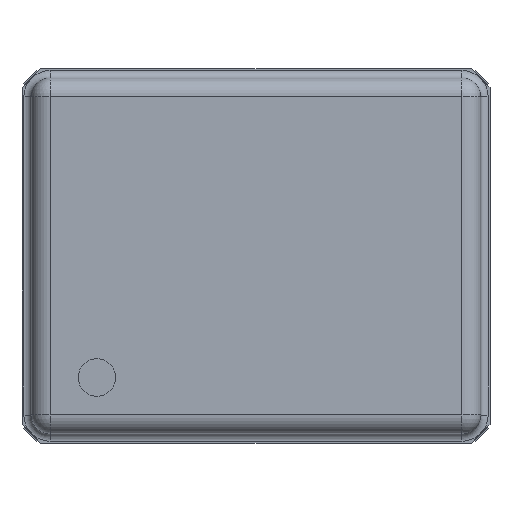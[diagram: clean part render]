
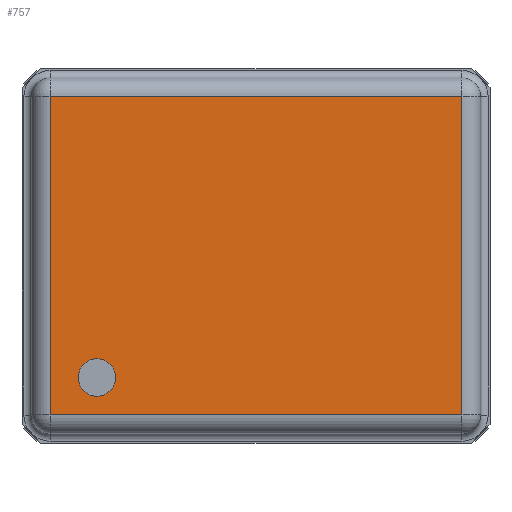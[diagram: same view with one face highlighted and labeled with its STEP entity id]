
A CAD part, top view. The second image highlights one B-rep face of the part: STEP entity #757.
In plain terms, the highlighted planar face has unit normal (0, 0, 1).
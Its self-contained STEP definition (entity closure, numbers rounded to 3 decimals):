
#65 = LINE ( 'NONE', #4098, #1711 ) ;
#139 = DIRECTION ( 'NONE',  ( 1., 0., 0. ) ) ;
#244 = VECTOR ( 'NONE', #3205, 1000. ) ;
#332 = DIRECTION ( 'NONE',  ( 1., 0., 0. ) ) ;
#463 = CARTESIAN_POINT ( 'NONE',  ( 1.1, -0.85, 0.82 ) ) ;
#476 = CIRCLE ( 'NONE', #2391, 0.1 ) ;
#649 = ORIENTED_EDGE ( 'NONE', *, *, #3480, .F. ) ;
#693 = ORIENTED_EDGE ( 'NONE', *, *, #2428, .F. ) ;
#757 = ADVANCED_FACE ( 'NONE', ( #964, #3986 ), #2943, .T. ) ;
#786 = ORIENTED_EDGE ( 'NONE', *, *, #1636, .T. ) ;
#789 = DIRECTION ( 'NONE',  ( 0., 1., 0. ) ) ;
#814 = VECTOR ( 'NONE', #789, 1000. ) ;
#851 = ORIENTED_EDGE ( 'NONE', *, *, #1195, .T. ) ;
#964 = FACE_BOUND ( 'NONE', #1294, .T. ) ;
#1067 = CARTESIAN_POINT ( 'NONE',  ( 1.1, 0.85, 0.82 ) ) ;
#1195 = EDGE_CURVE ( 'NONE', #4002, #2737, #4147, .T. ) ;
#1294 = EDGE_LOOP ( 'NONE', ( #649, #693 ) ) ;
#1394 = LINE ( 'NONE', #2785, #1555 ) ;
#1445 = CARTESIAN_POINT ( 'NONE',  ( -1.1, 0.85, 0.82 ) ) ;
#1486 = DIRECTION ( 'NONE',  ( 1., 0., 0. ) ) ;
#1501 = LINE ( 'NONE', #4222, #814 ) ;
#1555 = VECTOR ( 'NONE', #1722, 1000. ) ;
#1636 = EDGE_CURVE ( 'NONE', #3499, #3771, #1501, .T. ) ;
#1653 = VERTEX_POINT ( 'NONE', #3170 ) ;
#1711 = VECTOR ( 'NONE', #4073, 1000. ) ;
#1722 = DIRECTION ( 'NONE',  ( 1., 0., 0. ) ) ;
#1871 = CARTESIAN_POINT ( 'NONE',  ( -0.75, -0.65, 0.82 ) ) ;
#1918 = DIRECTION ( 'NONE',  ( 0., 0., 1. ) ) ;
#2057 = DIRECTION ( 'NONE',  ( 0., 0., 1. ) ) ;
#2150 = CARTESIAN_POINT ( 'NONE',  ( -0.85, -0.65, 0.82 ) ) ;
#2296 = ORIENTED_EDGE ( 'NONE', *, *, #4218, .T. ) ;
#2336 = ORIENTED_EDGE ( 'NONE', *, *, #4273, .T. ) ;
#2385 = AXIS2_PLACEMENT_3D ( 'NONE', #3643, #1918, #1486 ) ;
#2391 = AXIS2_PLACEMENT_3D ( 'NONE', #2150, #3514, #139 ) ;
#2428 = EDGE_CURVE ( 'NONE', #1653, #3466, #4220, .T. ) ;
#2501 = AXIS2_PLACEMENT_3D ( 'NONE', #3378, #2057, #332 ) ;
#2737 = VERTEX_POINT ( 'NONE', #4135 ) ;
#2785 = CARTESIAN_POINT ( 'NONE',  ( -1.1, -0.85, 0.82 ) ) ;
#2943 = PLANE ( 'NONE',  #2501 ) ;
#3010 = EDGE_LOOP ( 'NONE', ( #786, #2336, #851, #2296 ) ) ;
#3170 = CARTESIAN_POINT ( 'NONE',  ( -0.95, -0.65, 0.82 ) ) ;
#3205 = DIRECTION ( 'NONE',  ( 0., -1., 0. ) ) ;
#3378 = CARTESIAN_POINT ( 'NONE',  ( 0., 0., 0.82 ) ) ;
#3466 = VERTEX_POINT ( 'NONE', #1871 ) ;
#3480 = EDGE_CURVE ( 'NONE', #3466, #1653, #476, .T. ) ;
#3499 = VERTEX_POINT ( 'NONE', #463 ) ;
#3514 = DIRECTION ( 'NONE',  ( 0., 0., 1. ) ) ;
#3643 = CARTESIAN_POINT ( 'NONE',  ( -0.85, -0.65, 0.82 ) ) ;
#3734 = CARTESIAN_POINT ( 'NONE',  ( -1.1, 0.85, 0.82 ) ) ;
#3771 = VERTEX_POINT ( 'NONE', #1067 ) ;
#3986 = FACE_OUTER_BOUND ( 'NONE', #3010, .T. ) ;
#4002 = VERTEX_POINT ( 'NONE', #3734 ) ;
#4073 = DIRECTION ( 'NONE',  ( -1., 0., 0. ) ) ;
#4098 = CARTESIAN_POINT ( 'NONE',  ( -1.1, 0.85, 0.82 ) ) ;
#4135 = CARTESIAN_POINT ( 'NONE',  ( -1.1, -0.85, 0.82 ) ) ;
#4147 = LINE ( 'NONE', #1445, #244 ) ;
#4218 = EDGE_CURVE ( 'NONE', #2737, #3499, #1394, .T. ) ;
#4220 = CIRCLE ( 'NONE', #2385, 0.1 ) ;
#4222 = CARTESIAN_POINT ( 'NONE',  ( 1.1, 0.85, 0.82 ) ) ;
#4273 = EDGE_CURVE ( 'NONE', #3771, #4002, #65, .T. ) ;
